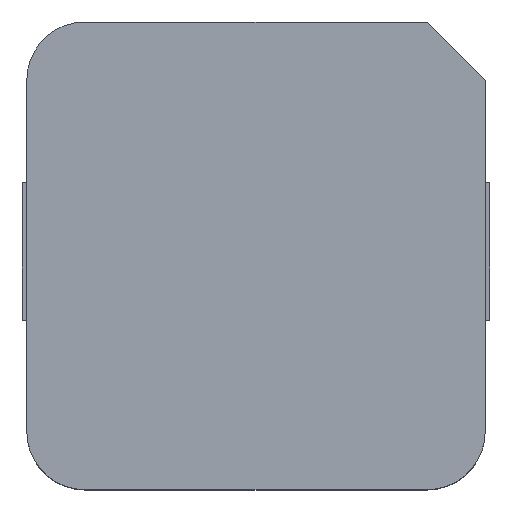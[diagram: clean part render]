
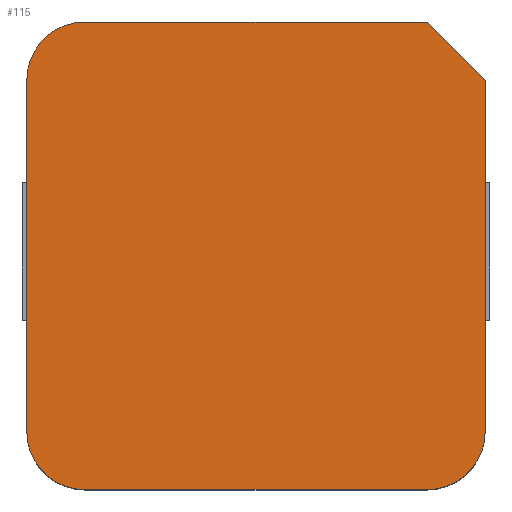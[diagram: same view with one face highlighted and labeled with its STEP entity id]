
A CAD part, top view. The second image highlights one B-rep face of the part: STEP entity #115.
In plain terms, the highlighted planar face has unit normal (0, 0, 1).
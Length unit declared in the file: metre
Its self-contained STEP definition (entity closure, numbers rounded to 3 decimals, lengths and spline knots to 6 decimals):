
#115 = ADVANCED_FACE( '', ( #207 ), #208, .T. );
#207 = FACE_OUTER_BOUND( '', #293, .T. );
#208 = PLANE( '', #294 );
#293 = EDGE_LOOP( '', ( #382, #383, #384, #385, #386, #387, #388, #389 ) );
#294 = AXIS2_PLACEMENT_3D( '', #390, #391, #392 );
#382 = ORIENTED_EDGE( '', *, *, #578, .F. );
#383 = ORIENTED_EDGE( '', *, *, #579, .T. );
#384 = ORIENTED_EDGE( '', *, *, #580, .F. );
#385 = ORIENTED_EDGE( '', *, *, #581, .T. );
#386 = ORIENTED_EDGE( '', *, *, #566, .T. );
#387 = ORIENTED_EDGE( '', *, *, #582, .T. );
#388 = ORIENTED_EDGE( '', *, *, #571, .T. );
#389 = ORIENTED_EDGE( '', *, *, #583, .T. );
#390 = CARTESIAN_POINT( '', ( 0., -0.0001, 0.0048 ) );
#391 = DIRECTION( '', ( 0., 0., 1. ) );
#392 = DIRECTION( '', ( 1., 0., 0. ) );
#566 = EDGE_CURVE( '', #641, #646, #648, .T. );
#571 = EDGE_CURVE( '', #650, #655, #657, .T. );
#578 = EDGE_CURVE( '', #668, #669, #670, .T. );
#579 = EDGE_CURVE( '', #668, #671, #672, .F. );
#580 = EDGE_CURVE( '', #673, #671, #674, .T. );
#581 = EDGE_CURVE( '', #673, #641, #675, .T. );
#582 = EDGE_CURVE( '', #646, #650, #676, .T. );
#583 = EDGE_CURVE( '', #655, #669, #677, .T. );
#641 = VERTEX_POINT( '', #755 );
#646 = VERTEX_POINT( '', #762 );
#648 = LINE( '', #765, #766 );
#650 = VERTEX_POINT( '', #768 );
#655 = VERTEX_POINT( '', #775 );
#657 = LINE( '', #778, #779 );
#668 = VERTEX_POINT( '', #792 );
#669 = VERTEX_POINT( '', #793 );
#670 = LINE( '', #794, #795 );
#671 = VERTEX_POINT( '', #796 );
#672 = LINE( '', #797, #798 );
#673 = VERTEX_POINT( '', #799 );
#674 = LINE( '', #800, #801 );
#675 = CIRCLE( '', #802, 0.00127 );
#676 = CIRCLE( '', #803, 0.00127 );
#677 = CIRCLE( '', #804, 0.00127 );
#755 = CARTESIAN_POINT( '', ( -0.005, 0.00373, 0.0048 ) );
#762 = CARTESIAN_POINT( '', ( -0.005, -0.00393, 0.0048 ) );
#765 = CARTESIAN_POINT( '', ( -0.005, -0.0001, 0.0048 ) );
#766 = VECTOR( '', #915, 1. );
#768 = CARTESIAN_POINT( '', ( -0.00373, -0.0052, 0.0048 ) );
#775 = CARTESIAN_POINT( '', ( 0.00373, -0.0052, 0.0048 ) );
#778 = CARTESIAN_POINT( '', ( 0., -0.0052, 0.0048 ) );
#779 = VECTOR( '', #919, 1. );
#792 = CARTESIAN_POINT( '', ( 0.005, 0.00373, 0.0048 ) );
#793 = CARTESIAN_POINT( '', ( 0.005, -0.00393, 0.0048 ) );
#794 = CARTESIAN_POINT( '', ( 0.005, 0.000535, 0.0048 ) );
#795 = VECTOR( '', #928, 1. );
#796 = CARTESIAN_POINT( '', ( 0.00373, 0.005, 0.0048 ) );
#797 = CARTESIAN_POINT( '', ( 0.004415, 0.004315, 0.0048 ) );
#798 = VECTOR( '', #929, 1. );
#799 = CARTESIAN_POINT( '', ( -0.00373, 0.005, 0.0048 ) );
#800 = CARTESIAN_POINT( '', ( 0.000635, 0.005, 0.0048 ) );
#801 = VECTOR( '', #930, 1. );
#802 = AXIS2_PLACEMENT_3D( '', #931, #932, #933 );
#803 = AXIS2_PLACEMENT_3D( '', #934, #935, #936 );
#804 = AXIS2_PLACEMENT_3D( '', #937, #938, #939 );
#915 = DIRECTION( '', ( 0., -1., 0. ) );
#919 = DIRECTION( '', ( 1., 0., 0. ) );
#928 = DIRECTION( '', ( 0., -1., 0. ) );
#929 = DIRECTION( '', ( 0.707, -0.707, 0. ) );
#930 = DIRECTION( '', ( 1., 0., 0. ) );
#931 = CARTESIAN_POINT( '', ( -0.00373, 0.00373, 0.0048 ) );
#932 = DIRECTION( '', ( 0., 0., 1. ) );
#933 = DIRECTION( '', ( 1., 0., 0. ) );
#934 = CARTESIAN_POINT( '', ( -0.00373, -0.00393, 0.0048 ) );
#935 = DIRECTION( '', ( 0., 0., 1. ) );
#936 = DIRECTION( '', ( 1., 0., 0. ) );
#937 = CARTESIAN_POINT( '', ( 0.00373, -0.00393, 0.0048 ) );
#938 = DIRECTION( '', ( 0., 0., 1. ) );
#939 = DIRECTION( '', ( 1., 0., 0. ) );
